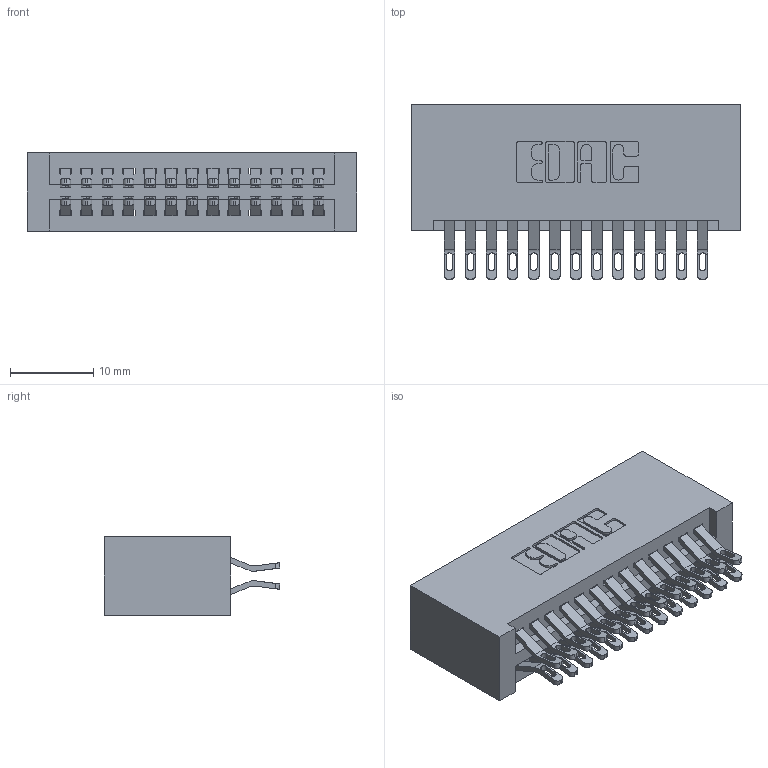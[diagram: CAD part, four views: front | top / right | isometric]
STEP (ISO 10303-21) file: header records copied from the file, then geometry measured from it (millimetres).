
FILE_DESCRIPTION (( 'STEP AP203' ), '1' );
FILE_NAME ('345-026-555-201.STEP', '2019-10-27T19:45:46', ( '' ), ( '' ), 'SwSTEP 2.0', 'SolidWorks 2016', '' );
FILE_SCHEMA (( 'CONFIG_CONTROL_DESIGN' ));
Length unit declared in the file: inch
Products named in the file (3): 345-026-555-201; 345-292-001_555 Tail; 345 Part_No Mounting Lugs
Assembly tree (27 placements, depth 2):
  345-026-555-201
    345 Part_No Mounting Lugs
    345-292-001_555 Tail  x26
Bounding box: 39.62 x 21.13 x 9.4 mm (x, y, z)
Volume: 4271.2 mm3; surface area: 6317.5 mm2
Topology: 27 solids, 27 shells, 1574 faces, 4919 edges, 3278 vertices
Faces by surface type: plane 882, cylinder 692
Entity records: 14153 total; most frequent: CARTESIAN_POINT 2434, ORIENTED_EDGE 2338, DIRECTION 2145, EDGE_CURVE 1169, VECTOR 973, LINE 973, VERTEX_POINT 778, AXIS2_PLACEMENT_3D 586
